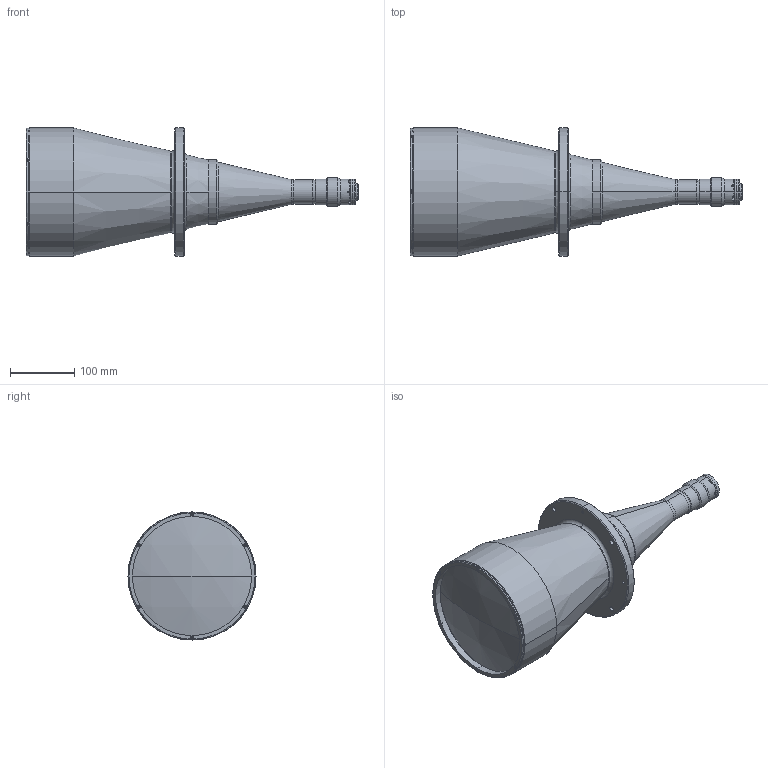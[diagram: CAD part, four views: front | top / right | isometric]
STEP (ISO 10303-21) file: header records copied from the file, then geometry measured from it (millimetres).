
FILE_DESCRIPTION (( 'STEP AP214' ), '1' );
FILE_NAME ('TC2M144HR-C.STEP', '2014-06-04T09:03:56', ( 'piermario' ), ( '' ), 'SwSTEP 2.0', 'SolidWorks 2013', '' );
FILE_SCHEMA (( 'AUTOMOTIVE_DESIGN' ));
Length unit declared in the file: millimetre
Products named in the file (1): TC2M144HR-C
Bounding box: 518.52 x 200 x 200 mm (x, y, z)
Surface area: 288206.2 mm2 (no closed solid volume)
Topology: 0 solids, 19 shells, 223 faces, 629 edges, 426 vertices
Faces by surface type: cylinder 87, plane 78, torus 30, cone 26, sphere 2
Entity records: 10139 total; most frequent: CARTESIAN_POINT 1695, DIRECTION 1354, ORIENTED_EDGE 1087, EDGE_CURVE 629, AXIS2_PLACEMENT_3D 537, VERTEX_POINT 426, CIRCLE 313, LINE 280
